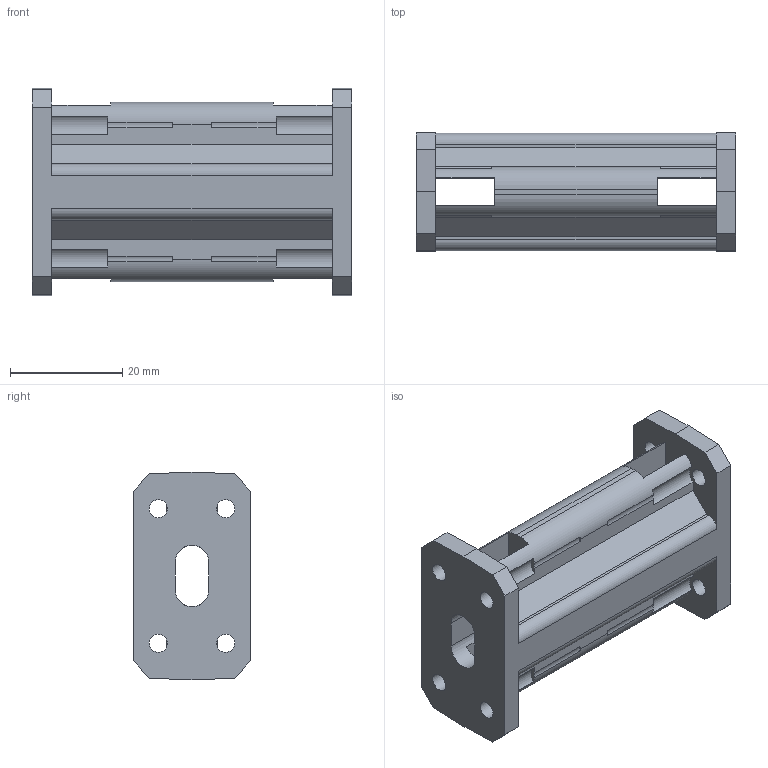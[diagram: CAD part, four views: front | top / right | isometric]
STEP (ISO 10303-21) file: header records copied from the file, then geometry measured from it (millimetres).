
FILE_DESCRIPTION(('FreeCAD Model'),'2;1');
FILE_NAME('Open CASCADE Shape Model','2025-12-11T15:29:44',(''),(''), 'Open CASCADE STEP processor 7.8','FreeCAD','Unknown');
FILE_SCHEMA(('AUTOMOTIVE_DESIGN { 1 0 10303 214 1 1 1 1 }'));
Length unit declared in the file: millimetre
Products named in the file (1): Abs Fin Short
Bounding box: 57 x 21 x 37 mm (x, y, z)
Volume: 20068.5 mm3; surface area: 9950.5 mm2
Topology: 1 solids, 1 shells, 122 faces, 380 edges, 252 vertices
Faces by surface type: plane 66, cylinder 40, cone 8, torus 8
Full cylindrical faces by diameter (mm): 3.2 x8
Entity records: 4522 total; most frequent: CARTESIAN_POINT 971, ORIENTED_EDGE 760, DIRECTION 742, EDGE_CURVE 380, AXIS2_PLACEMENT_3D 255, VERTEX_POINT 252, LINE 232, VECTOR 232
